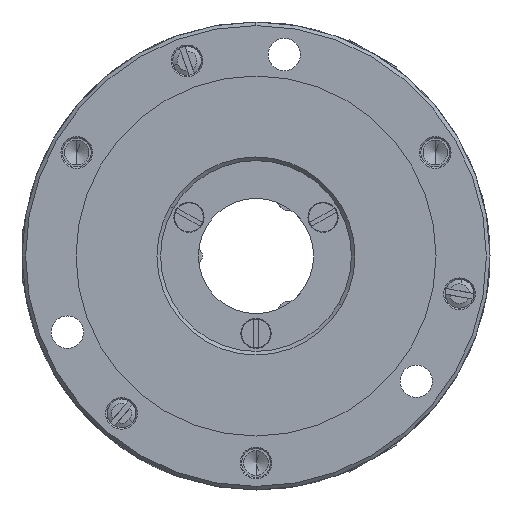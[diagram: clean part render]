
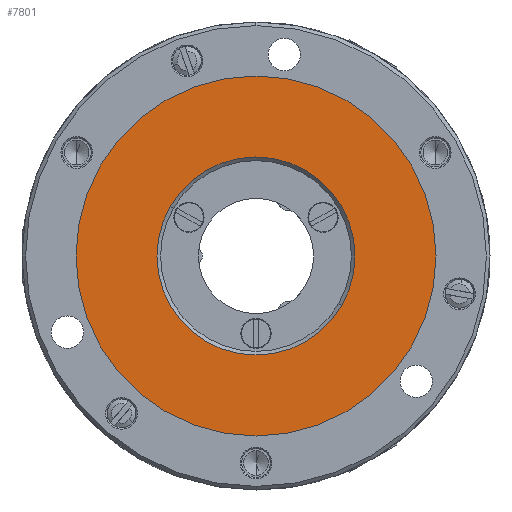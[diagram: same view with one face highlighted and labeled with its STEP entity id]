
A CAD part, left-side view. The second image highlights one B-rep face of the part: STEP entity #7801.
In plain terms, the highlighted planar face has unit normal (-1, 0, 0).
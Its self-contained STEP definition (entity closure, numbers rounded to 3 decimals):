
#102 = EDGE_CURVE ( 'NONE', #11606, #12372, #3266, .T. ) ;
#459 = CIRCLE ( 'NONE', #4738, 50. ) ;
#1289 = CARTESIAN_POINT ( 'NONE',  ( -55.5, 0., -50. ) ) ;
#1618 = VERTEX_POINT ( 'NONE', #14283 ) ;
#1748 = CARTESIAN_POINT ( 'NONE',  ( -55.5, -23.816, -13.75 ) ) ;
#1885 = ORIENTED_EDGE ( 'NONE', *, *, #12931, .T. ) ;
#2561 = CARTESIAN_POINT ( 'NONE',  ( -55.5, 0., 0. ) ) ;
#2712 = EDGE_CURVE ( 'NONE', #4414, #1618, #459, .T. ) ;
#2919 = CARTESIAN_POINT ( 'NONE',  ( -55.5, 0., 0. ) ) ;
#3157 = DIRECTION ( 'NONE',  ( 1., 0., 0. ) ) ;
#3266 = CIRCLE ( 'NONE', #6279, 27.5 ) ;
#3423 = ORIENTED_EDGE ( 'NONE', *, *, #102, .T. ) ;
#3437 = ORIENTED_EDGE ( 'NONE', *, *, #2712, .F. ) ;
#3896 = DIRECTION ( 'NONE',  ( 0., -0.866, -0.5 ) ) ;
#4268 = DIRECTION ( 'NONE',  ( 0., -0.866, -0.5 ) ) ;
#4414 = VERTEX_POINT ( 'NONE', #1289 ) ;
#4544 = DIRECTION ( 'NONE',  ( 1., 0., 0. ) ) ;
#4738 = AXIS2_PLACEMENT_3D ( 'NONE', #11204, #3157, #12565 ) ;
#4964 = EDGE_LOOP ( 'NONE', ( #1885, #3423 ) ) ;
#5780 = CIRCLE ( 'NONE', #12960, 27.5 ) ;
#6279 = AXIS2_PLACEMENT_3D ( 'NONE', #2561, #11965, #3896 ) ;
#6442 = CARTESIAN_POINT ( 'NONE',  ( -55.5, 25., -43.301 ) ) ;
#7797 = PLANE ( 'NONE',  #12781 ) ;
#7801 = ADVANCED_FACE ( 'NONE', ( #11699, #8128 ), #7797, .T. ) ;
#8128 = FACE_OUTER_BOUND ( 'NONE', #14102, .T. ) ;
#10461 = DIRECTION ( 'NONE',  ( -1., 0., 0. ) ) ;
#11204 = CARTESIAN_POINT ( 'NONE',  ( -55.5, 0., 0. ) ) ;
#11323 = CARTESIAN_POINT ( 'NONE',  ( -55.5, 23.816, 13.75 ) ) ;
#11533 = EDGE_CURVE ( 'NONE', #1618, #4414, #16767, .T. ) ;
#11606 = VERTEX_POINT ( 'NONE', #1748 ) ;
#11699 = FACE_BOUND ( 'NONE', #4964, .T. ) ;
#11965 = DIRECTION ( 'NONE',  ( 1., 0., 0. ) ) ;
#12330 = DIRECTION ( 'NONE',  ( 1., 0., 0. ) ) ;
#12372 = VERTEX_POINT ( 'NONE', #11323 ) ;
#12565 = DIRECTION ( 'NONE',  ( 0., -0.866, -0.5 ) ) ;
#12610 = CARTESIAN_POINT ( 'NONE',  ( -55.5, 0., 0. ) ) ;
#12781 = AXIS2_PLACEMENT_3D ( 'NONE', #6442, #10461, #17197 ) ;
#12931 = EDGE_CURVE ( 'NONE', #12372, #11606, #5780, .T. ) ;
#12960 = AXIS2_PLACEMENT_3D ( 'NONE', #12610, #4544, #13985 ) ;
#13748 = AXIS2_PLACEMENT_3D ( 'NONE', #2919, #12330, #4268 ) ;
#13985 = DIRECTION ( 'NONE',  ( 0., -0.866, -0.5 ) ) ;
#14102 = EDGE_LOOP ( 'NONE', ( #3437, #16442 ) ) ;
#14283 = CARTESIAN_POINT ( 'NONE',  ( -55.5, 0., 50. ) ) ;
#16442 = ORIENTED_EDGE ( 'NONE', *, *, #11533, .F. ) ;
#16767 = CIRCLE ( 'NONE', #13748, 50. ) ;
#17197 = DIRECTION ( 'NONE',  ( 0., 0.866, 0.5 ) ) ;
